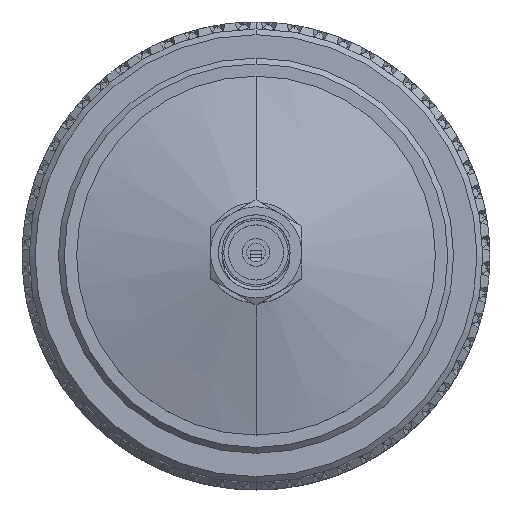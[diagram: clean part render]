
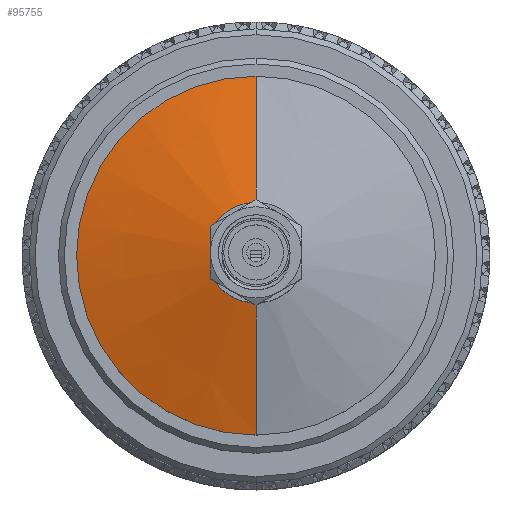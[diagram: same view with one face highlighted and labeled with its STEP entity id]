
A CAD part, top view. The second image highlights one B-rep face of the part: STEP entity #95755.
In plain terms, the highlighted conical face has half-angle 75 degrees and reference radius 1.524 mm.
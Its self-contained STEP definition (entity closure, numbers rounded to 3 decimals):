
#3216 = VERTEX_POINT ( 'NONE', #94016 ) ;
#3978 = DIRECTION ( 'NONE',  ( -1., 0., 0. ) ) ;
#11060 = LINE ( 'NONE', #46836, #41612 ) ;
#13918 = CARTESIAN_POINT ( 'NONE',  ( 19.508, -1.712, 0. ) ) ;
#14951 = AXIS2_PLACEMENT_3D ( 'NONE', #58754, #97366, #66021 ) ;
#15261 = ORIENTED_EDGE ( 'NONE', *, *, #17027, .T. ) ;
#17027 = EDGE_CURVE ( 'NONE', #94518, #73601, #29833, .T. ) ;
#22281 = CARTESIAN_POINT ( 'NONE',  ( 17.877, -7.797, 0. ) ) ;
#24575 = CARTESIAN_POINT ( 'NONE',  ( 17.877, 7.797, 0. ) ) ;
#29833 = CIRCLE ( 'NONE', #45523, 7.797 ) ;
#34168 = FACE_OUTER_BOUND ( 'NONE', #52696, .T. ) ;
#38348 = CARTESIAN_POINT ( 'NONE',  ( 17.877, 0., 0. ) ) ;
#39284 = DIRECTION ( 'NONE',  ( -0.259, 0.966, 0. ) ) ;
#41612 = VECTOR ( 'NONE', #39284, 1000. ) ;
#45523 = AXIS2_PLACEMENT_3D ( 'NONE', #38348, #59741, #91035 ) ;
#46836 = CARTESIAN_POINT ( 'NONE',  ( 19.558, 1.524, 0. ) ) ;
#49828 = AXIS2_PLACEMENT_3D ( 'NONE', #87168, #3978, #86185 ) ;
#52696 = EDGE_LOOP ( 'NONE', ( #82837, #78780, #15261, #74002 ) ) ;
#55373 = EDGE_CURVE ( 'NONE', #3216, #94518, #11060, .T. ) ;
#57132 = VERTEX_POINT ( 'NONE', #13918 ) ;
#58754 = CARTESIAN_POINT ( 'NONE',  ( 19.508, 0., 0. ) ) ;
#59741 = DIRECTION ( 'NONE',  ( 1., 0., 0. ) ) ;
#60004 = EDGE_CURVE ( 'NONE', #57132, #73601, #82408, .T. ) ;
#62385 = VECTOR ( 'NONE', #65656, 1000. ) ;
#65656 = DIRECTION ( 'NONE',  ( -0.259, -0.966, 0. ) ) ;
#66021 = DIRECTION ( 'NONE',  ( 0., -1., 0. ) ) ;
#73601 = VERTEX_POINT ( 'NONE', #22281 ) ;
#73614 = EDGE_CURVE ( 'NONE', #57132, #3216, #92332, .T. ) ;
#74002 = ORIENTED_EDGE ( 'NONE', *, *, #60004, .F. ) ;
#78780 = ORIENTED_EDGE ( 'NONE', *, *, #55373, .T. ) ;
#82408 = LINE ( 'NONE', #87379, #62385 ) ;
#82837 = ORIENTED_EDGE ( 'NONE', *, *, #73614, .T. ) ;
#86185 = DIRECTION ( 'NONE',  ( 0., -1., 0. ) ) ;
#87168 = CARTESIAN_POINT ( 'NONE',  ( 19.558, 0., 0. ) ) ;
#87379 = CARTESIAN_POINT ( 'NONE',  ( 19.558, -1.524, 0. ) ) ;
#89550 = CONICAL_SURFACE ( 'NONE', #49828, 1.524, 1.309 ) ;
#91035 = DIRECTION ( 'NONE',  ( 0., 1., 0. ) ) ;
#92332 = CIRCLE ( 'NONE', #14951, 1.712 ) ;
#94016 = CARTESIAN_POINT ( 'NONE',  ( 19.508, 1.712, 0. ) ) ;
#94518 = VERTEX_POINT ( 'NONE', #24575 ) ;
#95755 = ADVANCED_FACE ( 'NONE', ( #34168 ), #89550, .T. ) ;
#97366 = DIRECTION ( 'NONE',  ( -1., 0., 0. ) ) ;
